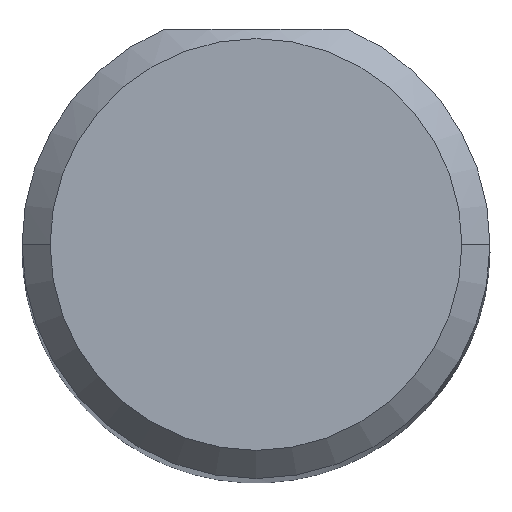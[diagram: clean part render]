
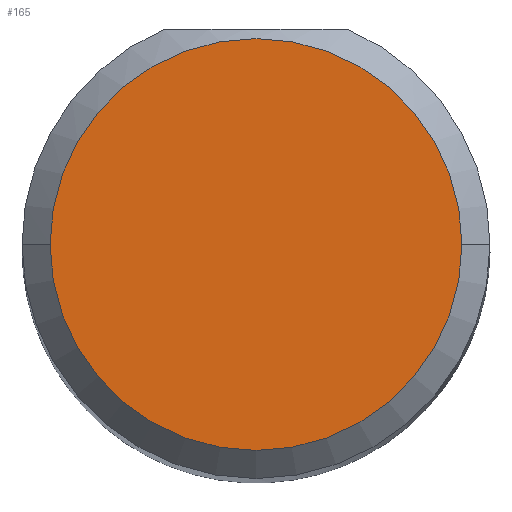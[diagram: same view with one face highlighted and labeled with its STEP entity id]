
A CAD part, top view. The second image highlights one B-rep face of the part: STEP entity #165.
In plain terms, the highlighted planar face has unit normal (0, 0, 1).
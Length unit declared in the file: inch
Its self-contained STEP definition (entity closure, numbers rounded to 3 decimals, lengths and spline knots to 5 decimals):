
#20 = VERTEX_POINT ( 'NONE', #49 ) ;
#22 = EDGE_LOOP ( 'NONE', ( #193, #434 ) ) ;
#25 = CARTESIAN_POINT ( 'NONE',  ( 0., 0., 2.5 ) ) ;
#49 = CARTESIAN_POINT ( 'NONE',  ( -0.11, 0., 2.5 ) ) ;
#52 = DIRECTION ( 'NONE',  ( 0., 0., 1. ) ) ;
#64 = CIRCLE ( 'NONE', #302, 0.11 ) ;
#72 = CIRCLE ( 'NONE', #533, 0.11 ) ;
#111 = PLANE ( 'NONE',  #353 ) ;
#165 = ADVANCED_FACE ( 'NONE', ( #238 ), #111, .T. ) ;
#170 = CARTESIAN_POINT ( 'NONE',  ( 0., 0., 2.5 ) ) ;
#193 = ORIENTED_EDGE ( 'NONE', *, *, #217, .T. ) ;
#194 = CARTESIAN_POINT ( 'NONE',  ( 0., 0., 2.5 ) ) ;
#217 = EDGE_CURVE ( 'NONE', #20, #337, #72, .T. ) ;
#238 = FACE_OUTER_BOUND ( 'NONE', #22, .T. ) ;
#302 = AXIS2_PLACEMENT_3D ( 'NONE', #170, #52, #382 ) ;
#337 = VERTEX_POINT ( 'NONE', #417 ) ;
#353 = AXIS2_PLACEMENT_3D ( 'NONE', #194, #444, #479 ) ;
#382 = DIRECTION ( 'NONE',  ( 1., 0., 0. ) ) ;
#417 = CARTESIAN_POINT ( 'NONE',  ( 0.11, 0., 2.5 ) ) ;
#422 = EDGE_CURVE ( 'NONE', #337, #20, #64, .T. ) ;
#434 = ORIENTED_EDGE ( 'NONE', *, *, #422, .T. ) ;
#444 = DIRECTION ( 'NONE',  ( 0., 0., 1. ) ) ;
#479 = DIRECTION ( 'NONE',  ( 1., 0., 0. ) ) ;
#512 = DIRECTION ( 'NONE',  ( 1., 0., 0. ) ) ;
#521 = DIRECTION ( 'NONE',  ( 0., 0., 1. ) ) ;
#533 = AXIS2_PLACEMENT_3D ( 'NONE', #25, #521, #512 ) ;
